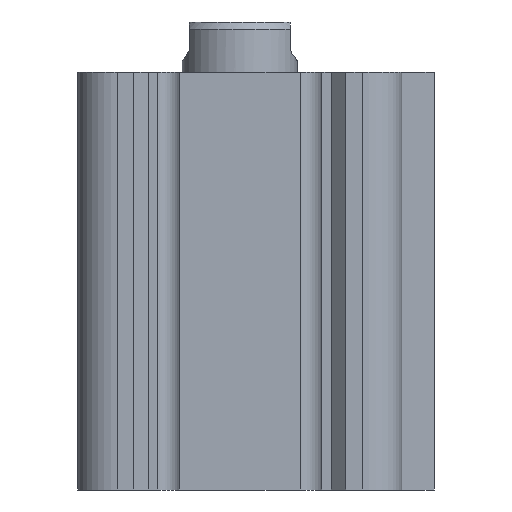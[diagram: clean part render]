
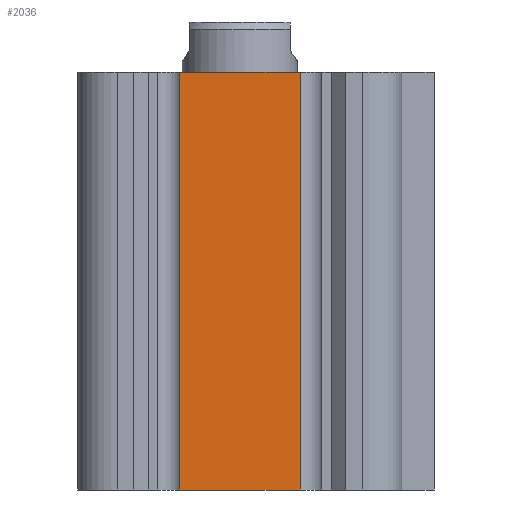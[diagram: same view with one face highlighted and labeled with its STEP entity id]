
A CAD part, front view. The second image highlights one B-rep face of the part: STEP entity #2036.
In plain terms, the highlighted planar face has unit normal (0, -1, 0).
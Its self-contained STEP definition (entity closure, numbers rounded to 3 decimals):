
#176=FACE_OUTER_BOUND('',#315,.T.);
#315=EDGE_LOOP('',(#1619,#1620,#1621,#1622));
#573=LINE('',#3088,#749);
#658=LINE('',#3325,#834);
#659=LINE('',#3328,#835);
#660=LINE('',#3329,#836);
#749=VECTOR('',#2429,16.8);
#834=VECTOR('',#2664,58.);
#835=VECTOR('',#2667,16.8);
#836=VECTOR('',#2668,58.);
#939=VERTEX_POINT('',#3085);
#940=VERTEX_POINT('',#3087);
#1017=VERTEX_POINT('',#3323);
#1018=VERTEX_POINT('',#3327);
#1142=EDGE_CURVE('',#940,#939,#573,.T.);
#1259=EDGE_CURVE('',#939,#1017,#658,.T.);
#1260=EDGE_CURVE('',#1018,#1017,#659,.T.);
#1261=EDGE_CURVE('',#940,#1018,#660,.T.);
#1619=ORIENTED_EDGE('',*,*,#1260,.F.);
#1620=ORIENTED_EDGE('',*,*,#1261,.F.);
#1621=ORIENTED_EDGE('',*,*,#1142,.T.);
#1622=ORIENTED_EDGE('',*,*,#1259,.T.);
#1949=PLANE('',#2215);
#2036=ADVANCED_FACE('',(#176),#1949,.T.);
#2215=AXIS2_PLACEMENT_3D('',#3326,#2665,#2666);
#2429=DIRECTION('',(1.,0.,0.));
#2664=DIRECTION('',(0.,0.,1.));
#2665=DIRECTION('center_axis',(0.,-1.,0.));
#2666=DIRECTION('ref_axis',(0.,0.,-1.));
#2667=DIRECTION('',(1.,0.,0.));
#2668=DIRECTION('',(0.,0.,1.));
#3085=CARTESIAN_POINT('',(8.4,-20.5,-58.));
#3087=CARTESIAN_POINT('',(-8.4,-20.5,-58.));
#3088=CARTESIAN_POINT('',(-8.4,-20.5,-58.));
#3323=CARTESIAN_POINT('',(8.4,-20.5,0.));
#3325=CARTESIAN_POINT('',(8.4,-20.5,-58.));
#3326=CARTESIAN_POINT('Origin',(-8.4,-20.5,-58.));
#3327=CARTESIAN_POINT('',(-8.4,-20.5,0.));
#3328=CARTESIAN_POINT('',(-8.4,-20.5,0.));
#3329=CARTESIAN_POINT('',(-8.4,-20.5,-58.));
